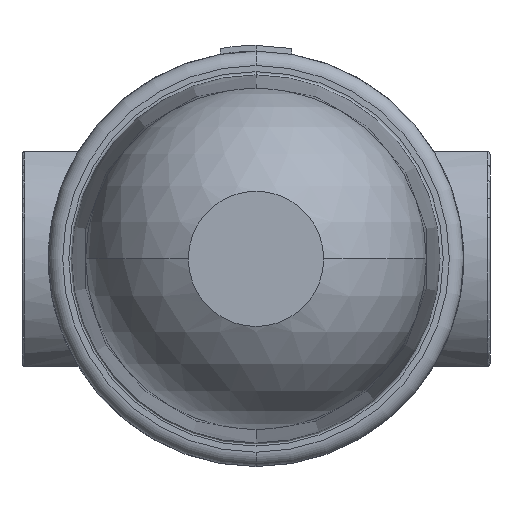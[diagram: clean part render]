
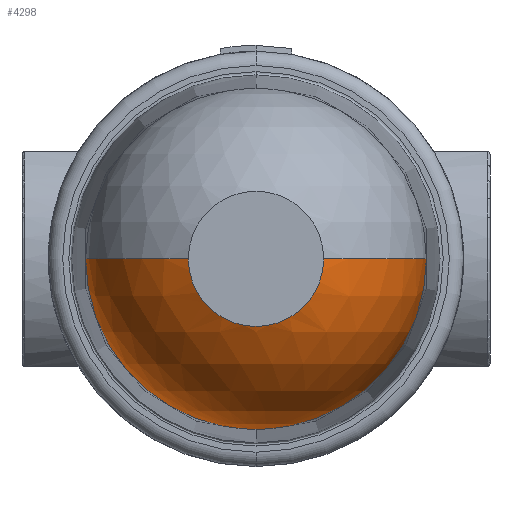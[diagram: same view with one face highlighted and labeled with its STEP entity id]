
A CAD part, front view. The second image highlights one B-rep face of the part: STEP entity #4298.
In plain terms, the highlighted spherical face has radius 15.113 mm.
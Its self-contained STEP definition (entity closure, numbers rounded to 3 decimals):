
#102 = CARTESIAN_POINT ( 'NONE',  ( 0., -62.188, 0. ) ) ;
#106 = VERTEX_POINT ( 'NONE', #697 ) ;
#125 = AXIS2_PLACEMENT_3D ( 'NONE', #3953, #2899, #6318 ) ;
#170 = AXIS2_PLACEMENT_3D ( 'NONE', #5172, #2229, #677 ) ;
#498 = EDGE_LOOP ( 'NONE', ( #2645, #6786, #5869, #1185, #982 ) ) ;
#677 = DIRECTION ( 'NONE',  ( 0., 0., 1. ) ) ;
#697 = CARTESIAN_POINT ( 'NONE',  ( -15.109, -62.188, 0. ) ) ;
#742 = CARTESIAN_POINT ( 'NONE',  ( 15.109, -62.188, 0. ) ) ;
#853 = AXIS2_PLACEMENT_3D ( 'NONE', #4217, #1969, #5435 ) ;
#982 = ORIENTED_EDGE ( 'NONE', *, *, #2418, .F. ) ;
#1185 = ORIENTED_EDGE ( 'NONE', *, *, #6820, .F. ) ;
#1456 = AXIS2_PLACEMENT_3D ( 'NONE', #7031, #5915, #3053 ) ;
#1935 = FACE_OUTER_BOUND ( 'NONE', #498, .T. ) ;
#1969 = DIRECTION ( 'NONE',  ( 0., 0., 1. ) ) ;
#2183 = DIRECTION ( 'NONE',  ( 1., 0., 0. ) ) ;
#2229 = DIRECTION ( 'NONE',  ( 0., 1., 0. ) ) ;
#2418 = EDGE_CURVE ( 'NONE', #5198, #2794, #4756, .T. ) ;
#2645 = ORIENTED_EDGE ( 'NONE', *, *, #6799, .F. ) ;
#2794 = VERTEX_POINT ( 'NONE', #5449 ) ;
#2812 = DIRECTION ( 'NONE',  ( 0., 0., 1. ) ) ;
#2878 = CIRCLE ( 'NONE', #1456, 15.113 ) ;
#2899 = DIRECTION ( 'NONE',  ( 0., 1., 0. ) ) ;
#3053 = DIRECTION ( 'NONE',  ( -1., 0., 0. ) ) ;
#3088 = CARTESIAN_POINT ( 'NONE',  ( 6., -75.7, 0. ) ) ;
#3090 = VERTEX_POINT ( 'NONE', #3088 ) ;
#3953 = CARTESIAN_POINT ( 'NONE',  ( 0., -62.188, 0. ) ) ;
#4082 = CIRCLE ( 'NONE', #170, 6. ) ;
#4217 = CARTESIAN_POINT ( 'NONE',  ( 0., -61.829, 0. ) ) ;
#4298 = ADVANCED_FACE ( 'NONE', ( #1935 ), #7106, .T. ) ;
#4756 = CIRCLE ( 'NONE', #125, 15.109 ) ;
#5050 = CIRCLE ( 'NONE', #5275, 15.113 ) ;
#5172 = CARTESIAN_POINT ( 'NONE',  ( 0., -75.7, 0. ) ) ;
#5198 = VERTEX_POINT ( 'NONE', #742 ) ;
#5275 = AXIS2_PLACEMENT_3D ( 'NONE', #6202, #2812, #2183 ) ;
#5435 = DIRECTION ( 'NONE',  ( -1., 0., 0. ) ) ;
#5449 = CARTESIAN_POINT ( 'NONE',  ( 0., -62.188, -15.109 ) ) ;
#5641 = CIRCLE ( 'NONE', #7055, 15.109 ) ;
#5757 = EDGE_CURVE ( 'NONE', #6892, #106, #2878, .T. ) ;
#5819 = DIRECTION ( 'NONE',  ( 0., 1., 0. ) ) ;
#5869 = ORIENTED_EDGE ( 'NONE', *, *, #5757, .T. ) ;
#5915 = DIRECTION ( 'NONE',  ( 0., 0., -1. ) ) ;
#6062 = EDGE_CURVE ( 'NONE', #3090, #6892, #4082, .T. ) ;
#6202 = CARTESIAN_POINT ( 'NONE',  ( 0., -61.829, 0. ) ) ;
#6318 = DIRECTION ( 'NONE',  ( 0., 0., 1. ) ) ;
#6412 = DIRECTION ( 'NONE',  ( 0., 0., 1. ) ) ;
#6786 = ORIENTED_EDGE ( 'NONE', *, *, #6062, .T. ) ;
#6799 = EDGE_CURVE ( 'NONE', #3090, #5198, #5050, .T. ) ;
#6820 = EDGE_CURVE ( 'NONE', #2794, #106, #5641, .T. ) ;
#6892 = VERTEX_POINT ( 'NONE', #7228 ) ;
#7031 = CARTESIAN_POINT ( 'NONE',  ( 0., -61.829, 0. ) ) ;
#7055 = AXIS2_PLACEMENT_3D ( 'NONE', #102, #5819, #6412 ) ;
#7106 = SPHERICAL_SURFACE ( 'NONE', #853, 15.113 ) ;
#7228 = CARTESIAN_POINT ( 'NONE',  ( -6., -75.7, 0. ) ) ;
